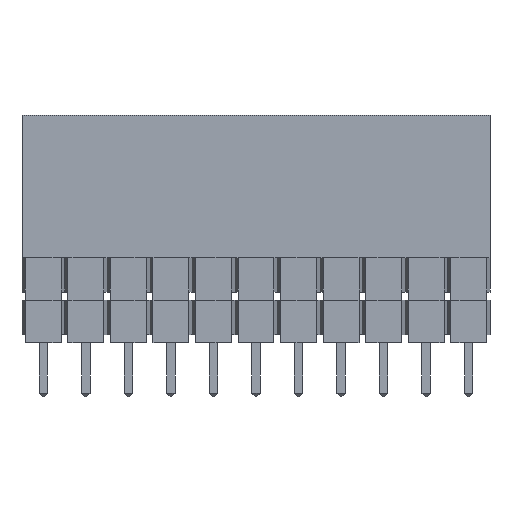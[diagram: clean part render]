
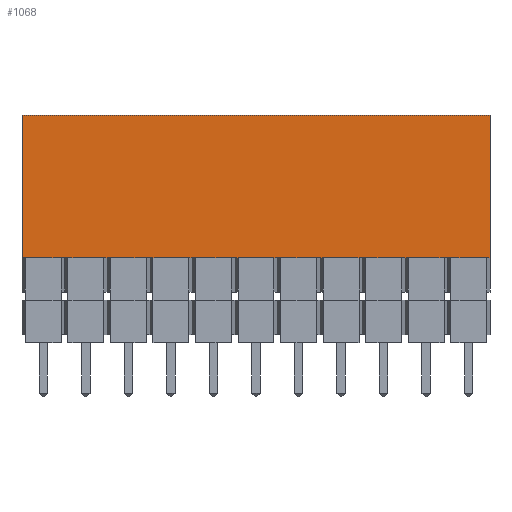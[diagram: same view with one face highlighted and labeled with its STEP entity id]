
A CAD part, front view. The second image highlights one B-rep face of the part: STEP entity #1068.
In plain terms, the highlighted planar face has unit normal (0, -1, 0).
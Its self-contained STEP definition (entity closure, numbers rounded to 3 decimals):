
#22 = VERTEX_POINT('',#23);
#23 = CARTESIAN_POINT('',(-1.27,-1.27,13.58));
#31 = EDGE_CURVE('',#22,#32,#34,.T.);
#32 = VERTEX_POINT('',#33);
#33 = CARTESIAN_POINT('',(26.67,-1.27,13.58));
#34 = LINE('',#35,#36);
#35 = CARTESIAN_POINT('',(-1.27,-1.27,13.58));
#36 = VECTOR('',#37,1.);
#37 = DIRECTION('',(1.,0.,0.));
#810 = EDGE_CURVE('',#811,#22,#813,.T.);
#811 = VERTEX_POINT('',#812);
#812 = CARTESIAN_POINT('',(-1.27,-1.27,5.08));
#813 = LINE('',#814,#815);
#814 = CARTESIAN_POINT('',(-1.27,-1.27,5.08));
#815 = VECTOR('',#816,1.);
#816 = DIRECTION('',(0.,0.,1.));
#1068 = ADVANCED_FACE('',(#1069),#1263,.F.);
#1069 = FACE_BOUND('',#1070,.F.);
#1070 = EDGE_LOOP('',(#1071,#1079,#1080,#1081,#1089,#1097,#1105,#1113,
    #1121,#1129,#1137,#1145,#1153,#1161,#1169,#1177,#1185,#1193,#1201,
    #1209,#1217,#1225,#1233,#1241,#1249,#1257));
#1071 = ORIENTED_EDGE('',*,*,#1072,.F.);
#1072 = EDGE_CURVE('',#811,#1073,#1075,.T.);
#1073 = VERTEX_POINT('',#1074);
#1074 = CARTESIAN_POINT('',(-1.07,-1.27,5.08));
#1075 = LINE('',#1076,#1077);
#1076 = CARTESIAN_POINT('',(-1.27,-1.27,5.08));
#1077 = VECTOR('',#1078,1.);
#1078 = DIRECTION('',(1.,0.,0.));
#1079 = ORIENTED_EDGE('',*,*,#810,.T.);
#1080 = ORIENTED_EDGE('',*,*,#31,.T.);
#1081 = ORIENTED_EDGE('',*,*,#1082,.F.);
#1082 = EDGE_CURVE('',#1083,#32,#1085,.T.);
#1083 = VERTEX_POINT('',#1084);
#1084 = CARTESIAN_POINT('',(26.67,-1.27,5.08));
#1085 = LINE('',#1086,#1087);
#1086 = CARTESIAN_POINT('',(26.67,-1.27,5.08));
#1087 = VECTOR('',#1088,1.);
#1088 = DIRECTION('',(0.,0.,1.));
#1089 = ORIENTED_EDGE('',*,*,#1090,.F.);
#1090 = EDGE_CURVE('',#1091,#1083,#1093,.T.);
#1091 = VERTEX_POINT('',#1092);
#1092 = CARTESIAN_POINT('',(26.47,-1.27,5.08));
#1093 = LINE('',#1094,#1095);
#1094 = CARTESIAN_POINT('',(-1.27,-1.27,5.08));
#1095 = VECTOR('',#1096,1.);
#1096 = DIRECTION('',(1.,0.,0.));
#1097 = ORIENTED_EDGE('',*,*,#1098,.F.);
#1098 = EDGE_CURVE('',#1099,#1091,#1101,.T.);
#1099 = VERTEX_POINT('',#1100);
#1100 = CARTESIAN_POINT('',(24.33,-1.27,5.08));
#1101 = LINE('',#1102,#1103);
#1102 = CARTESIAN_POINT('',(24.13,-1.27,5.08));
#1103 = VECTOR('',#1104,1.);
#1104 = DIRECTION('',(1.,0.,0.));
#1105 = ORIENTED_EDGE('',*,*,#1106,.F.);
#1106 = EDGE_CURVE('',#1107,#1099,#1109,.T.);
#1107 = VERTEX_POINT('',#1108);
#1108 = CARTESIAN_POINT('',(23.93,-1.27,5.08));
#1109 = LINE('',#1110,#1111);
#1110 = CARTESIAN_POINT('',(-1.27,-1.27,5.08));
#1111 = VECTOR('',#1112,1.);
#1112 = DIRECTION('',(1.,0.,0.));
#1113 = ORIENTED_EDGE('',*,*,#1114,.F.);
#1114 = EDGE_CURVE('',#1115,#1107,#1117,.T.);
#1115 = VERTEX_POINT('',#1116);
#1116 = CARTESIAN_POINT('',(21.79,-1.27,5.08));
#1117 = LINE('',#1118,#1119);
#1118 = CARTESIAN_POINT('',(21.59,-1.27,5.08));
#1119 = VECTOR('',#1120,1.);
#1120 = DIRECTION('',(1.,0.,0.));
#1121 = ORIENTED_EDGE('',*,*,#1122,.F.);
#1122 = EDGE_CURVE('',#1123,#1115,#1125,.T.);
#1123 = VERTEX_POINT('',#1124);
#1124 = CARTESIAN_POINT('',(21.39,-1.27,5.08));
#1125 = LINE('',#1126,#1127);
#1126 = CARTESIAN_POINT('',(-1.27,-1.27,5.08));
#1127 = VECTOR('',#1128,1.);
#1128 = DIRECTION('',(1.,0.,0.));
#1129 = ORIENTED_EDGE('',*,*,#1130,.F.);
#1130 = EDGE_CURVE('',#1131,#1123,#1133,.T.);
#1131 = VERTEX_POINT('',#1132);
#1132 = CARTESIAN_POINT('',(19.25,-1.27,5.08));
#1133 = LINE('',#1134,#1135);
#1134 = CARTESIAN_POINT('',(19.05,-1.27,5.08));
#1135 = VECTOR('',#1136,1.);
#1136 = DIRECTION('',(1.,0.,0.));
#1137 = ORIENTED_EDGE('',*,*,#1138,.F.);
#1138 = EDGE_CURVE('',#1139,#1131,#1141,.T.);
#1139 = VERTEX_POINT('',#1140);
#1140 = CARTESIAN_POINT('',(18.85,-1.27,5.08));
#1141 = LINE('',#1142,#1143);
#1142 = CARTESIAN_POINT('',(-1.27,-1.27,5.08));
#1143 = VECTOR('',#1144,1.);
#1144 = DIRECTION('',(1.,0.,0.));
#1145 = ORIENTED_EDGE('',*,*,#1146,.F.);
#1146 = EDGE_CURVE('',#1147,#1139,#1149,.T.);
#1147 = VERTEX_POINT('',#1148);
#1148 = CARTESIAN_POINT('',(16.71,-1.27,5.08));
#1149 = LINE('',#1150,#1151);
#1150 = CARTESIAN_POINT('',(16.51,-1.27,5.08));
#1151 = VECTOR('',#1152,1.);
#1152 = DIRECTION('',(1.,0.,0.));
#1153 = ORIENTED_EDGE('',*,*,#1154,.F.);
#1154 = EDGE_CURVE('',#1155,#1147,#1157,.T.);
#1155 = VERTEX_POINT('',#1156);
#1156 = CARTESIAN_POINT('',(16.31,-1.27,5.08));
#1157 = LINE('',#1158,#1159);
#1158 = CARTESIAN_POINT('',(-1.27,-1.27,5.08));
#1159 = VECTOR('',#1160,1.);
#1160 = DIRECTION('',(1.,0.,0.));
#1161 = ORIENTED_EDGE('',*,*,#1162,.F.);
#1162 = EDGE_CURVE('',#1163,#1155,#1165,.T.);
#1163 = VERTEX_POINT('',#1164);
#1164 = CARTESIAN_POINT('',(14.17,-1.27,5.08));
#1165 = LINE('',#1166,#1167);
#1166 = CARTESIAN_POINT('',(13.97,-1.27,5.08));
#1167 = VECTOR('',#1168,1.);
#1168 = DIRECTION('',(1.,0.,0.));
#1169 = ORIENTED_EDGE('',*,*,#1170,.F.);
#1170 = EDGE_CURVE('',#1171,#1163,#1173,.T.);
#1171 = VERTEX_POINT('',#1172);
#1172 = CARTESIAN_POINT('',(13.77,-1.27,5.08));
#1173 = LINE('',#1174,#1175);
#1174 = CARTESIAN_POINT('',(-1.27,-1.27,5.08));
#1175 = VECTOR('',#1176,1.);
#1176 = DIRECTION('',(1.,0.,0.));
#1177 = ORIENTED_EDGE('',*,*,#1178,.F.);
#1178 = EDGE_CURVE('',#1179,#1171,#1181,.T.);
#1179 = VERTEX_POINT('',#1180);
#1180 = CARTESIAN_POINT('',(11.63,-1.27,5.08));
#1181 = LINE('',#1182,#1183);
#1182 = CARTESIAN_POINT('',(11.43,-1.27,5.08));
#1183 = VECTOR('',#1184,1.);
#1184 = DIRECTION('',(1.,0.,0.));
#1185 = ORIENTED_EDGE('',*,*,#1186,.F.);
#1186 = EDGE_CURVE('',#1187,#1179,#1189,.T.);
#1187 = VERTEX_POINT('',#1188);
#1188 = CARTESIAN_POINT('',(11.23,-1.27,5.08));
#1189 = LINE('',#1190,#1191);
#1190 = CARTESIAN_POINT('',(-1.27,-1.27,5.08));
#1191 = VECTOR('',#1192,1.);
#1192 = DIRECTION('',(1.,0.,0.));
#1193 = ORIENTED_EDGE('',*,*,#1194,.F.);
#1194 = EDGE_CURVE('',#1195,#1187,#1197,.T.);
#1195 = VERTEX_POINT('',#1196);
#1196 = CARTESIAN_POINT('',(9.09,-1.27,5.08));
#1197 = LINE('',#1198,#1199);
#1198 = CARTESIAN_POINT('',(8.89,-1.27,5.08));
#1199 = VECTOR('',#1200,1.);
#1200 = DIRECTION('',(1.,0.,0.));
#1201 = ORIENTED_EDGE('',*,*,#1202,.F.);
#1202 = EDGE_CURVE('',#1203,#1195,#1205,.T.);
#1203 = VERTEX_POINT('',#1204);
#1204 = CARTESIAN_POINT('',(8.69,-1.27,5.08));
#1205 = LINE('',#1206,#1207);
#1206 = CARTESIAN_POINT('',(-1.27,-1.27,5.08));
#1207 = VECTOR('',#1208,1.);
#1208 = DIRECTION('',(1.,0.,0.));
#1209 = ORIENTED_EDGE('',*,*,#1210,.F.);
#1210 = EDGE_CURVE('',#1211,#1203,#1213,.T.);
#1211 = VERTEX_POINT('',#1212);
#1212 = CARTESIAN_POINT('',(6.55,-1.27,5.08));
#1213 = LINE('',#1214,#1215);
#1214 = CARTESIAN_POINT('',(6.35,-1.27,5.08));
#1215 = VECTOR('',#1216,1.);
#1216 = DIRECTION('',(1.,0.,0.));
#1217 = ORIENTED_EDGE('',*,*,#1218,.F.);
#1218 = EDGE_CURVE('',#1219,#1211,#1221,.T.);
#1219 = VERTEX_POINT('',#1220);
#1220 = CARTESIAN_POINT('',(6.15,-1.27,5.08));
#1221 = LINE('',#1222,#1223);
#1222 = CARTESIAN_POINT('',(-1.27,-1.27,5.08));
#1223 = VECTOR('',#1224,1.);
#1224 = DIRECTION('',(1.,0.,0.));
#1225 = ORIENTED_EDGE('',*,*,#1226,.F.);
#1226 = EDGE_CURVE('',#1227,#1219,#1229,.T.);
#1227 = VERTEX_POINT('',#1228);
#1228 = CARTESIAN_POINT('',(4.01,-1.27,5.08));
#1229 = LINE('',#1230,#1231);
#1230 = CARTESIAN_POINT('',(3.81,-1.27,5.08));
#1231 = VECTOR('',#1232,1.);
#1232 = DIRECTION('',(1.,0.,0.));
#1233 = ORIENTED_EDGE('',*,*,#1234,.F.);
#1234 = EDGE_CURVE('',#1235,#1227,#1237,.T.);
#1235 = VERTEX_POINT('',#1236);
#1236 = CARTESIAN_POINT('',(3.61,-1.27,5.08));
#1237 = LINE('',#1238,#1239);
#1238 = CARTESIAN_POINT('',(-1.27,-1.27,5.08));
#1239 = VECTOR('',#1240,1.);
#1240 = DIRECTION('',(1.,0.,0.));
#1241 = ORIENTED_EDGE('',*,*,#1242,.F.);
#1242 = EDGE_CURVE('',#1243,#1235,#1245,.T.);
#1243 = VERTEX_POINT('',#1244);
#1244 = CARTESIAN_POINT('',(1.47,-1.27,5.08));
#1245 = LINE('',#1246,#1247);
#1246 = CARTESIAN_POINT('',(1.27,-1.27,5.08));
#1247 = VECTOR('',#1248,1.);
#1248 = DIRECTION('',(1.,0.,0.));
#1249 = ORIENTED_EDGE('',*,*,#1250,.F.);
#1250 = EDGE_CURVE('',#1251,#1243,#1253,.T.);
#1251 = VERTEX_POINT('',#1252);
#1252 = CARTESIAN_POINT('',(1.07,-1.27,5.08));
#1253 = LINE('',#1254,#1255);
#1254 = CARTESIAN_POINT('',(-1.27,-1.27,5.08));
#1255 = VECTOR('',#1256,1.);
#1256 = DIRECTION('',(1.,0.,0.));
#1257 = ORIENTED_EDGE('',*,*,#1258,.F.);
#1258 = EDGE_CURVE('',#1073,#1251,#1259,.T.);
#1259 = LINE('',#1260,#1261);
#1260 = CARTESIAN_POINT('',(-1.27,-1.27,5.08));
#1261 = VECTOR('',#1262,1.);
#1262 = DIRECTION('',(1.,0.,0.));
#1263 = PLANE('',#1264);
#1264 = AXIS2_PLACEMENT_3D('',#1265,#1266,#1267);
#1265 = CARTESIAN_POINT('',(-1.27,-1.27,5.08));
#1266 = DIRECTION('',(0.,1.,0.));
#1267 = DIRECTION('',(0.,0.,1.));
